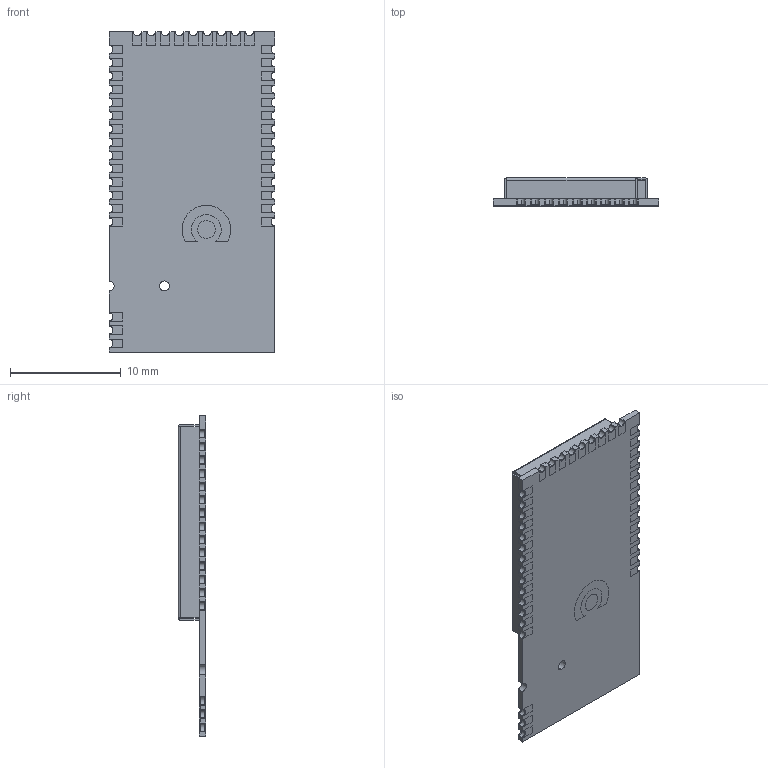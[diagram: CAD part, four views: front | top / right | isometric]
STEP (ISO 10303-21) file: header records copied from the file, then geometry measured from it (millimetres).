
FILE_DESCRIPTION (( 'STEP AP214' ), '1' );
FILE_NAME ('BM62SPKA1MC2-0001AA.STEP', '2020-06-16T08:12:37', ( '' ), ( '' ), 'SwSTEP 2.0', 'SolidWorks 2017', '' );
FILE_SCHEMA (( 'AUTOMOTIVE_DESIGN' ));
Length unit declared in the file: millimetre
Products named in the file (1): BM62SPKA1MC2-0001AA
Bounding box: 15 x 2.5 x 29 mm (x, y, z)
Volume: 304.9 mm3; surface area: 1878.6 mm2
Topology: 42 solids, 42 shells, 752 faces, 1816 edges, 1150 vertices
Faces by surface type: plane 593, cylinder 159
Entity records: 21929 total; most frequent: CARTESIAN_POINT 3719, DIRECTION 3640, ORIENTED_EDGE 3632, EDGE_CURVE 1816, LINE 1498, VECTOR 1498, VERTEX_POINT 1150, AXIS2_PLACEMENT_3D 1071
